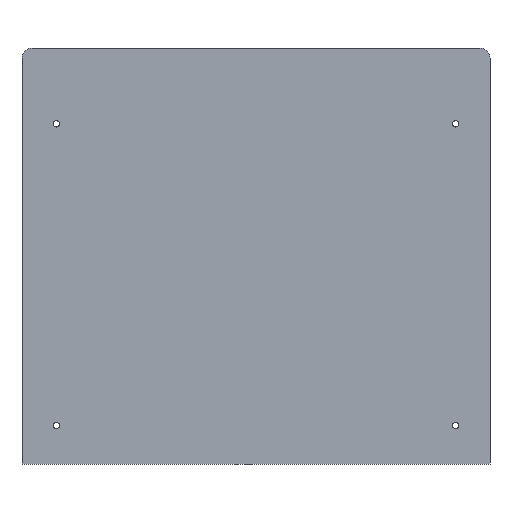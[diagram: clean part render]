
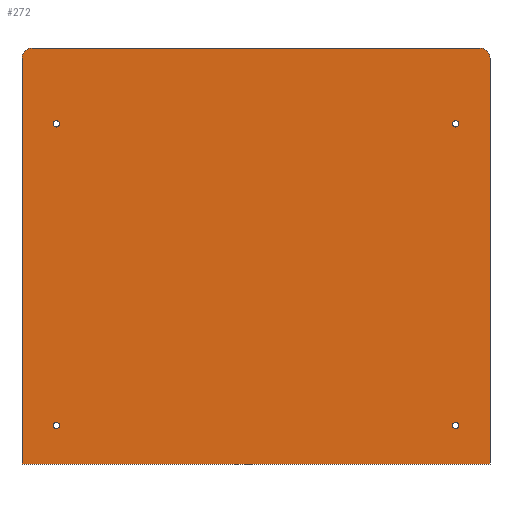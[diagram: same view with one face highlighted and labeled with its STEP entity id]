
A CAD part, front view. The second image highlights one B-rep face of the part: STEP entity #272.
In plain terms, the highlighted planar face has unit normal (0, -1, 0).
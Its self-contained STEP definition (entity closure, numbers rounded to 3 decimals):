
#3 = FACE_BOUND ( 'NONE', #291, .T. ) ;
#6 = EDGE_LOOP ( 'NONE', ( #41, #440 ) ) ;
#7 = AXIS2_PLACEMENT_3D ( 'NONE', #398, #469, #119 ) ;
#13 = LINE ( 'NONE', #388, #234 ) ;
#17 = DIRECTION ( 'NONE',  ( 0., 0., 1. ) ) ;
#19 = CARTESIAN_POINT ( 'NONE',  ( 10., 0., 400. ) ) ;
#24 = CARTESIAN_POINT ( 'NONE',  ( 33., 0., 327. ) ) ;
#41 = ORIENTED_EDGE ( 'NONE', *, *, #529, .T. ) ;
#46 = ORIENTED_EDGE ( 'NONE', *, *, #522, .T. ) ;
#48 = EDGE_CURVE ( 'NONE', #406, #142, #176, .T. ) ;
#57 = DIRECTION ( 'NONE',  ( 0., 0., 1. ) ) ;
#64 = CARTESIAN_POINT ( 'NONE',  ( 10., 0., 390. ) ) ;
#65 = CARTESIAN_POINT ( 'NONE',  ( 33., 0., 34. ) ) ;
#69 = DIRECTION ( 'NONE',  ( 0., 0., 1. ) ) ;
#79 = AXIS2_PLACEMENT_3D ( 'NONE', #202, #287, #17 ) ;
#83 = FACE_BOUND ( 'NONE', #100, .T. ) ;
#84 = ORIENTED_EDGE ( 'NONE', *, *, #562, .T. ) ;
#94 = ORIENTED_EDGE ( 'NONE', *, *, #346, .T. ) ;
#95 = VERTEX_POINT ( 'NONE', #19 ) ;
#96 = DIRECTION ( 'NONE',  ( 0., -1., 0. ) ) ;
#98 = CARTESIAN_POINT ( 'NONE',  ( 417., 0., 327. ) ) ;
#100 = EDGE_LOOP ( 'NONE', ( #229, #485 ) ) ;
#106 = FACE_OUTER_BOUND ( 'NONE', #271, .T. ) ;
#107 = VERTEX_POINT ( 'NONE', #497 ) ;
#108 = DIRECTION ( 'NONE',  ( 0., -1., 0. ) ) ;
#110 = CARTESIAN_POINT ( 'NONE',  ( 417., 0., 330. ) ) ;
#113 = CARTESIAN_POINT ( 'NONE',  ( 417., 0., 34. ) ) ;
#119 = DIRECTION ( 'NONE',  ( 0., 0., 1. ) ) ;
#127 = CARTESIAN_POINT ( 'NONE',  ( 0., 0., 0. ) ) ;
#129 = DIRECTION ( 'NONE',  ( 0., 1., 0. ) ) ;
#130 = EDGE_CURVE ( 'NONE', #553, #515, #442, .T. ) ;
#131 = VECTOR ( 'NONE', #252, 1000. ) ;
#139 = CIRCLE ( 'NONE', #148, 3. ) ;
#142 = VERTEX_POINT ( 'NONE', #557 ) ;
#146 = VECTOR ( 'NONE', #249, 1000. ) ;
#148 = AXIS2_PLACEMENT_3D ( 'NONE', #24, #169, #564 ) ;
#157 = ORIENTED_EDGE ( 'NONE', *, *, #510, .F. ) ;
#162 = CARTESIAN_POINT ( 'NONE',  ( 33., 0., 40. ) ) ;
#165 = CARTESIAN_POINT ( 'NONE',  ( 0., 0., 400. ) ) ;
#169 = DIRECTION ( 'NONE',  ( 0., 1., 0. ) ) ;
#174 = CARTESIAN_POINT ( 'NONE',  ( 417., 0., 40. ) ) ;
#176 = CIRCLE ( 'NONE', #486, 10. ) ;
#177 = DIRECTION ( 'NONE',  ( 0., 0., 1. ) ) ;
#181 = CIRCLE ( 'NONE', #463, 3. ) ;
#182 = CIRCLE ( 'NONE', #79, 3. ) ;
#189 = AXIS2_PLACEMENT_3D ( 'NONE', #165, #129, #177 ) ;
#199 = CARTESIAN_POINT ( 'NONE',  ( 450., 0., 0. ) ) ;
#200 = VERTEX_POINT ( 'NONE', #162 ) ;
#201 = ORIENTED_EDGE ( 'NONE', *, *, #456, .F. ) ;
#202 = CARTESIAN_POINT ( 'NONE',  ( 33., 0., 37. ) ) ;
#204 = CARTESIAN_POINT ( 'NONE',  ( 0., 0., 0. ) ) ;
#216 = EDGE_LOOP ( 'NONE', ( #94, #84 ) ) ;
#217 = AXIS2_PLACEMENT_3D ( 'NONE', #503, #468, #69 ) ;
#219 = VERTEX_POINT ( 'NONE', #127 ) ;
#222 = EDGE_CURVE ( 'NONE', #524, #324, #235, .T. ) ;
#229 = ORIENTED_EDGE ( 'NONE', *, *, #130, .T. ) ;
#234 = VECTOR ( 'NONE', #427, 1000. ) ;
#235 = CIRCLE ( 'NONE', #7, 3. ) ;
#249 = DIRECTION ( 'NONE',  ( -1., 0., 0. ) ) ;
#250 = ORIENTED_EDGE ( 'NONE', *, *, #428, .F. ) ;
#252 = DIRECTION ( 'NONE',  ( 1., 0., 0. ) ) ;
#259 = CARTESIAN_POINT ( 'NONE',  ( 33., 0., 324. ) ) ;
#260 = ORIENTED_EDGE ( 'NONE', *, *, #378, .T. ) ;
#264 = CARTESIAN_POINT ( 'NONE',  ( 417., 0., 37. ) ) ;
#270 = DIRECTION ( 'NONE',  ( 0., 1., 0. ) ) ;
#271 = EDGE_LOOP ( 'NONE', ( #201, #379, #250, #46, #157, #471 ) ) ;
#272 = ADVANCED_FACE ( 'NONE', ( #483, #83, #382, #3, #106 ), #429, .F. ) ;
#275 = DIRECTION ( 'NONE',  ( 0., 0., 1. ) ) ;
#279 = CIRCLE ( 'NONE', #436, 3. ) ;
#287 = DIRECTION ( 'NONE',  ( 0., 1., 0. ) ) ;
#291 = EDGE_LOOP ( 'NONE', ( #473, #260 ) ) ;
#292 = DIRECTION ( 'NONE',  ( 0., 0., 1. ) ) ;
#297 = EDGE_CURVE ( 'NONE', #200, #443, #403, .T. ) ;
#300 = DIRECTION ( 'NONE',  ( 0., 0., 1. ) ) ;
#306 = VERTEX_POINT ( 'NONE', #336 ) ;
#321 = LINE ( 'NONE', #204, #146 ) ;
#324 = VERTEX_POINT ( 'NONE', #412 ) ;
#326 = CARTESIAN_POINT ( 'NONE',  ( 440., 0., 390. ) ) ;
#327 = DIRECTION ( 'NONE',  ( 0., 0., 1. ) ) ;
#336 = CARTESIAN_POINT ( 'NONE',  ( 417., 0., 324. ) ) ;
#343 = DIRECTION ( 'NONE',  ( 0., 0., -1. ) ) ;
#346 = EDGE_CURVE ( 'NONE', #424, #306, #279, .T. ) ;
#350 = VERTEX_POINT ( 'NONE', #199 ) ;
#359 = CARTESIAN_POINT ( 'NONE',  ( 417., 0., 327. ) ) ;
#362 = CIRCLE ( 'NONE', #509, 10. ) ;
#368 = LINE ( 'NONE', #551, #520 ) ;
#378 = EDGE_CURVE ( 'NONE', #443, #200, #182, .T. ) ;
#379 = ORIENTED_EDGE ( 'NONE', *, *, #48, .T. ) ;
#381 = CARTESIAN_POINT ( 'NONE',  ( 450., 0., 390. ) ) ;
#382 = FACE_BOUND ( 'NONE', #6, .T. ) ;
#388 = CARTESIAN_POINT ( 'NONE',  ( 0., 0., 0. ) ) ;
#392 = DIRECTION ( 'NONE',  ( 0., 0., 1. ) ) ;
#398 = CARTESIAN_POINT ( 'NONE',  ( 33., 0., 327. ) ) ;
#403 = CIRCLE ( 'NONE', #535, 3. ) ;
#406 = VERTEX_POINT ( 'NONE', #381 ) ;
#412 = CARTESIAN_POINT ( 'NONE',  ( 33., 0., 330. ) ) ;
#413 = DIRECTION ( 'NONE',  ( 0., 1., 0. ) ) ;
#422 = AXIS2_PLACEMENT_3D ( 'NONE', #264, #270, #392 ) ;
#424 = VERTEX_POINT ( 'NONE', #110 ) ;
#427 = DIRECTION ( 'NONE',  ( 0., 0., 1. ) ) ;
#428 = EDGE_CURVE ( 'NONE', #95, #142, #499, .T. ) ;
#429 = PLANE ( 'NONE',  #189 ) ;
#433 = EDGE_CURVE ( 'NONE', #515, #553, #488, .T. ) ;
#436 = AXIS2_PLACEMENT_3D ( 'NONE', #98, #413, #327 ) ;
#440 = ORIENTED_EDGE ( 'NONE', *, *, #222, .T. ) ;
#441 = EDGE_CURVE ( 'NONE', #350, #219, #321, .T. ) ;
#442 = CIRCLE ( 'NONE', #422, 3. ) ;
#443 = VERTEX_POINT ( 'NONE', #65 ) ;
#456 = EDGE_CURVE ( 'NONE', #406, #350, #368, .T. ) ;
#460 = CARTESIAN_POINT ( 'NONE',  ( 0., 0., 400. ) ) ;
#463 = AXIS2_PLACEMENT_3D ( 'NONE', #359, #555, #275 ) ;
#468 = DIRECTION ( 'NONE',  ( 0., 1., 0. ) ) ;
#469 = DIRECTION ( 'NONE',  ( 0., 1., 0. ) ) ;
#471 = ORIENTED_EDGE ( 'NONE', *, *, #441, .F. ) ;
#473 = ORIENTED_EDGE ( 'NONE', *, *, #297, .T. ) ;
#483 = FACE_BOUND ( 'NONE', #216, .T. ) ;
#485 = ORIENTED_EDGE ( 'NONE', *, *, #433, .T. ) ;
#486 = AXIS2_PLACEMENT_3D ( 'NONE', #326, #96, #57 ) ;
#488 = CIRCLE ( 'NONE', #217, 3. ) ;
#497 = CARTESIAN_POINT ( 'NONE',  ( 0., 0., 390. ) ) ;
#499 = LINE ( 'NONE', #460, #131 ) ;
#503 = CARTESIAN_POINT ( 'NONE',  ( 417., 0., 37. ) ) ;
#509 = AXIS2_PLACEMENT_3D ( 'NONE', #64, #108, #300 ) ;
#510 = EDGE_CURVE ( 'NONE', #219, #107, #13, .T. ) ;
#515 = VERTEX_POINT ( 'NONE', #113 ) ;
#520 = VECTOR ( 'NONE', #343, 1000. ) ;
#522 = EDGE_CURVE ( 'NONE', #95, #107, #362, .T. ) ;
#524 = VERTEX_POINT ( 'NONE', #259 ) ;
#529 = EDGE_CURVE ( 'NONE', #324, #524, #139, .T. ) ;
#535 = AXIS2_PLACEMENT_3D ( 'NONE', #540, #542, #292 ) ;
#540 = CARTESIAN_POINT ( 'NONE',  ( 33., 0., 37. ) ) ;
#542 = DIRECTION ( 'NONE',  ( 0., 1., 0. ) ) ;
#551 = CARTESIAN_POINT ( 'NONE',  ( 450., 0., 0. ) ) ;
#553 = VERTEX_POINT ( 'NONE', #174 ) ;
#555 = DIRECTION ( 'NONE',  ( 0., 1., 0. ) ) ;
#557 = CARTESIAN_POINT ( 'NONE',  ( 440., 0., 400. ) ) ;
#562 = EDGE_CURVE ( 'NONE', #306, #424, #181, .T. ) ;
#564 = DIRECTION ( 'NONE',  ( 0., 0., 1. ) ) ;
